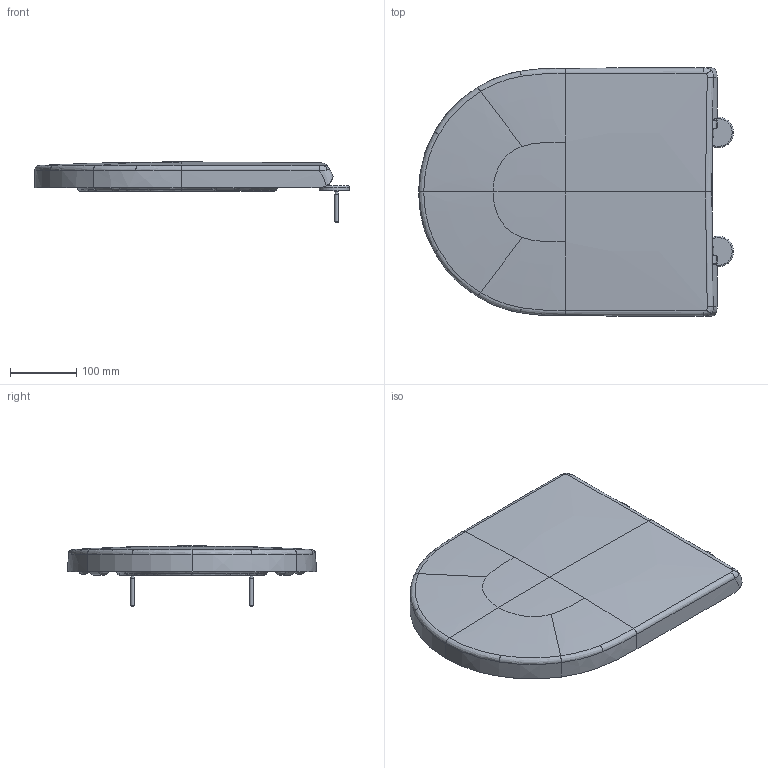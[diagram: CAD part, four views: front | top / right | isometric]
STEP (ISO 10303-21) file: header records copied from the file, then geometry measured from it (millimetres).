
FILE_DESCRIPTION(/* description */ (''),/* implementation_level */ '2;1');
FILE_NAME(/* name */ '98M961_WCS.stp',/* time_stamp */ '2021-10-25T13:00:49+02:00',/* author */ (''),/* organization */ (''),/* preprocessor_version */ 'ST-DEVELOPER v18.1',/* originating_system */ 'SIEMENS PLM Software NX 1973',/* authorisation */ '');
FILE_SCHEMA (('AUTOMOTIVE_DESIGN { 1 0 10303 214 3 1 1 1 }'));
Products named in the file (1): Muel5264DB37ixl1
Bounding box: 477.1 x 375.97 x 91.42 mm (x, y, z)
Volume: 1453686.6 mm3; surface area: 607723.6 mm2
Topology: 12 solids, 12 shells, 665 faces, 1565 edges, 946 vertices
Faces by surface type: bspline 488, plane 85, cylinder 46, extrusion 22, cone 12, torus 8, sphere 2, revolution 2
Full cylindrical faces by diameter (mm): 5 x6, 6 x2, 6.2 x2, 7 x4, 7.02 x2, 7.2 x2, 7.3 x2, 10.5 x2, 12 x2, 44.5 x2, 45 x2, 46.2 x2
Entity records: 45743 total; most frequent: CARTESIAN_POINT 35165, ORIENTED_EDGE 3010, EDGE_CURVE 1505, VERTEX_POINT 937, DIRECTION 751, EDGE_LOOP 746, B_SPLINE_CURVE_WITH_KNOTS 680, ADVANCED_FACE 665
